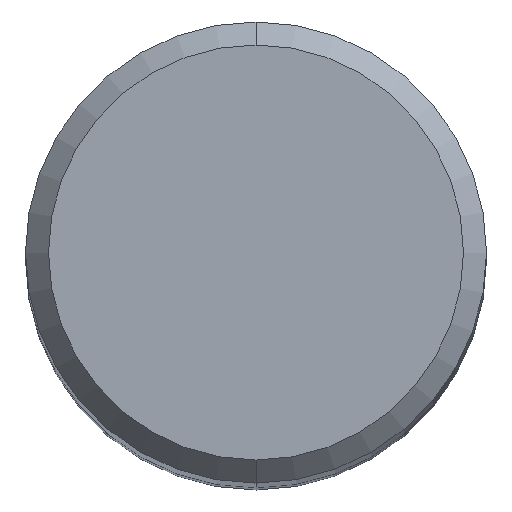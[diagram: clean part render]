
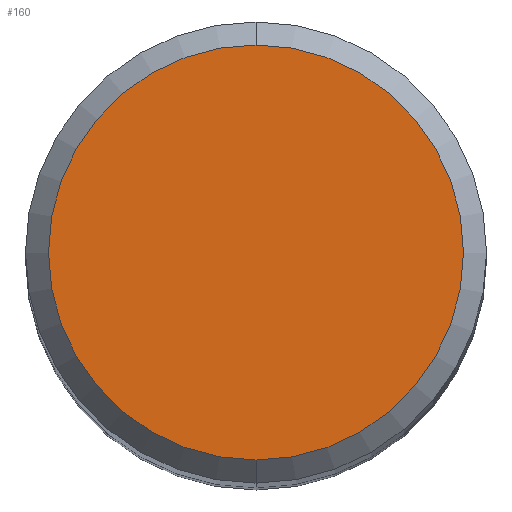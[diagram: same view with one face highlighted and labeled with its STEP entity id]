
A CAD part, top view. The second image highlights one B-rep face of the part: STEP entity #160.
In plain terms, the highlighted planar face has unit normal (0, 0, 1).
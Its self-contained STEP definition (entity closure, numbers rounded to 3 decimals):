
#114=VERTEX_POINT('',#275);
#122=EDGE_CURVE('',#114,#234,#284,.T.);
#160=ADVANCED_FACE('',(#327),#328,.T.);
#226=EDGE_CURVE('',#234,#114,#402,.T.);
#234=VERTEX_POINT('',#411);
#275=CARTESIAN_POINT('',(0.,-3.6,0.0));
#284=CIRCLE('',#464,3.6);
#327=FACE_OUTER_BOUND('',#514,.T.);
#328=PLANE('',#515);
#402=CIRCLE('',#611,3.6);
#411=CARTESIAN_POINT('',(0.0,3.6,0.0));
#464=AXIS2_PLACEMENT_3D('',#656,#657,#658);
#514=EDGE_LOOP('',(#714,#715));
#515=AXIS2_PLACEMENT_3D('',#716,#717,#718);
#611=AXIS2_PLACEMENT_3D('',#809,#810,#811);
#656=CARTESIAN_POINT('',(0.0,0.0,0.0));
#657=DIRECTION('',(0.0,0.0,-1.0));
#658=DIRECTION('',(0.0,1.0,0.0));
#714=ORIENTED_EDGE('',*,*,#226,.F.);
#715=ORIENTED_EDGE('',*,*,#122,.F.);
#716=CARTESIAN_POINT('',(0.0,1.8,0.0));
#717=DIRECTION('',(-0.0,0.0,1.0));
#718=DIRECTION('',(0.0,-1.0,0.0));
#809=CARTESIAN_POINT('',(0.0,0.0,0.0));
#810=DIRECTION('',(0.0,0.0,-1.0));
#811=DIRECTION('',(0.0,1.0,0.0));
